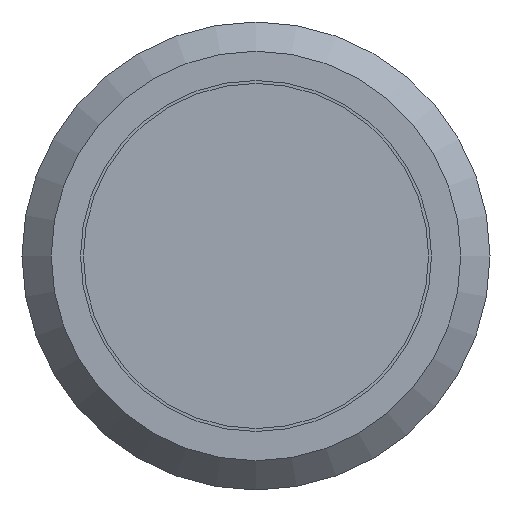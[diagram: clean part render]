
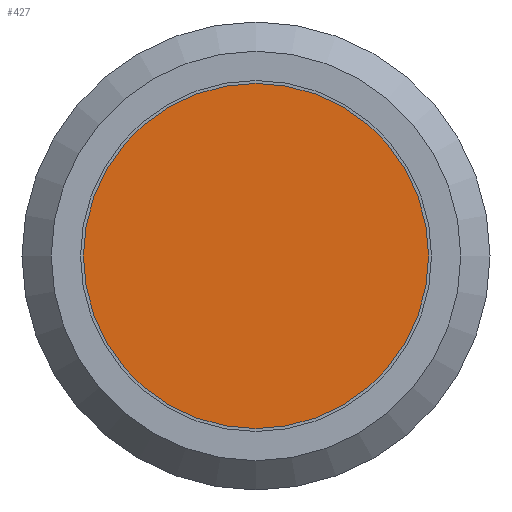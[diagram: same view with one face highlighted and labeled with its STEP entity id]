
A CAD part, front view. The second image highlights one B-rep face of the part: STEP entity #427.
In plain terms, the highlighted planar face has unit normal (0, -1, 0).
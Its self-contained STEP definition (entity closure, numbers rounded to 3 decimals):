
#106=FACE_OUTER_BOUND('',#139,.T.);
#139=EDGE_LOOP('',(#365));
#170=CIRCLE('',#503,2.95);
#207=VERTEX_POINT('',#821);
#260=EDGE_CURVE('',#207,#207,#170,.T.);
#365=ORIENTED_EDGE('',*,*,#260,.T.);
#375=PLANE('',#502);
#427=ADVANCED_FACE('',(#106),#375,.T.);
#502=AXIS2_PLACEMENT_3D('',#820,#629,#630);
#503=AXIS2_PLACEMENT_3D('',#822,#631,#632);
#629=DIRECTION('center_axis',(0.,-1.,0.));
#630=DIRECTION('ref_axis',(0.,0.,-1.));
#631=DIRECTION('center_axis',(0.,-1.,0.));
#632=DIRECTION('ref_axis',(1.,0.,0.));
#820=CARTESIAN_POINT('Origin',(1.475,0.,0.));
#821=CARTESIAN_POINT('',(-2.95,0.,0.));
#822=CARTESIAN_POINT('Origin',(0.,0.,
0.));
